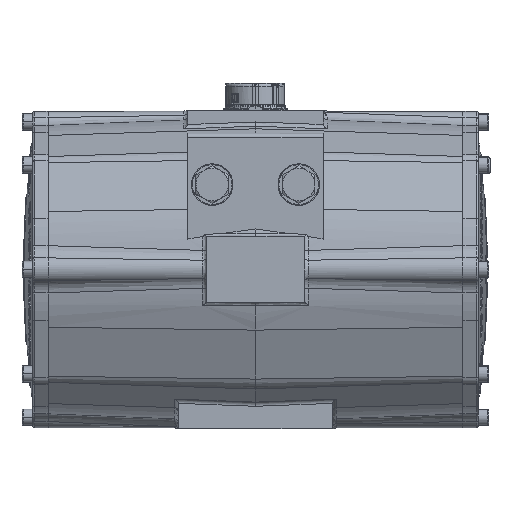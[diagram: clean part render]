
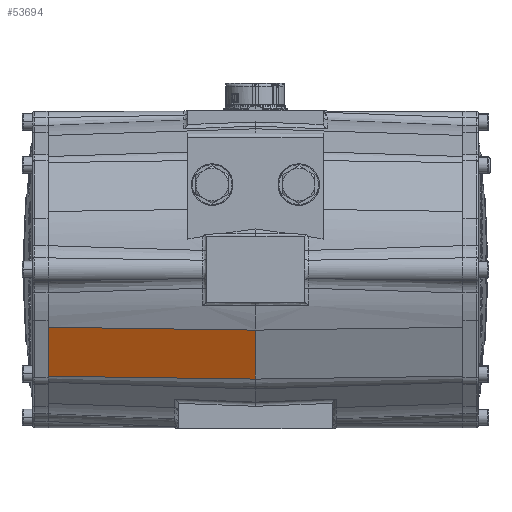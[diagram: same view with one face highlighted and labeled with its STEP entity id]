
A CAD part, top view. The second image highlights one B-rep face of the part: STEP entity #53694.
In plain terms, the highlighted face is planar.
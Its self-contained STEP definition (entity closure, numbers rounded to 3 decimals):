
#53621 = ORIENTED_EDGE ( 'NONE', *, *, #53701, .F. ) ;
#53691 = ORIENTED_EDGE ( 'NONE', *, *, #53734, .T. ) ;
#53694 = ADVANCED_FACE ( 'NONE', ( #135190 ), #135191, .T. ) ;
#53696 = ORIENTED_EDGE ( 'NONE', *, *, #53698, .T. ) ;
#53697 = EDGE_CURVE ( 'NONE', #53727, #53718, #135175, .T. ) ;
#53698 = EDGE_CURVE ( 'NONE', #53714, #53718, #135182, .T. ) ;
#53700 = ORIENTED_EDGE ( 'NONE', *, *, #53697, .F. ) ;
#53701 = EDGE_CURVE ( 'NONE', #53712, #53727, #135185, .T. ) ;
#53712 = VERTEX_POINT ( 'NONE', #135223 ) ;
#53714 = VERTEX_POINT ( 'NONE', #135222 ) ;
#53718 = VERTEX_POINT ( 'NONE', #135213 ) ;
#53727 = VERTEX_POINT ( 'NONE', #135212 ) ;
#53734 = EDGE_CURVE ( 'NONE', #53712, #53714, #135200, .T. ) ;
#53737 = EDGE_LOOP ( 'NONE', ( #53696, #53700, #53621, #53691 ) ) ;
#135164 = CARTESIAN_POINT ( 'NONE',  ( -67.412, -156.092, 0.14 ) ) ;
#135165 = DIRECTION ( 'NONE',  ( -0.918, 0.396, 0. ) ) ;
#135166 = VECTOR ( 'NONE', #135165, 1000. ) ;
#135167 = CARTESIAN_POINT ( 'NONE',  ( -64.229, -148.723, 230. ) ) ;
#135169 = DIRECTION ( 'NONE',  ( 0.014, 0.032, 0.999 ) ) ;
#135170 = VECTOR ( 'NONE', #135169, 1000. ) ;
#135171 = CARTESIAN_POINT ( 'NONE',  ( -118.503, -125.284, 230. ) ) ;
#135173 = DIRECTION ( 'NONE',  ( 0.918, -0.396, 0. ) ) ;
#135174 = DIRECTION ( 'NONE',  ( -0.396, -0.917, 0.035 ) ) ;
#135175 = LINE ( 'NONE', #135171, #135170 ) ;
#135177 = DIRECTION ( 'NONE',  ( -0.918, 0.396, 0. ) ) ;
#135178 = CARTESIAN_POINT ( 'NONE',  ( -67.414, -156.097, 0. ) ) ;
#135182 = LINE ( 'NONE', #135167, #135166 ) ;
#135185 = LINE ( 'NONE', #135178, #135219 ) ;
#135186 = AXIS2_PLACEMENT_3D ( 'NONE', #135164, #135174, #135173 ) ;
#135190 = FACE_OUTER_BOUND ( 'NONE', #53737, .T. ) ;
#135191 = PLANE ( 'NONE',  #135186 ) ;
#135200 = LINE ( 'NONE', #135202, #135204 ) ;
#135202 = CARTESIAN_POINT ( 'NONE',  ( -67.412, -156.092, 0.14 ) ) ;
#135203 = DIRECTION ( 'NONE',  ( 0.014, 0.032, 0.999 ) ) ;
#135204 = VECTOR ( 'NONE', #135203, 1000. ) ;
#135212 = CARTESIAN_POINT ( 'NONE',  ( -121.688, -132.657, 0. ) ) ;
#135213 = CARTESIAN_POINT ( 'NONE',  ( -118.503, -125.284, 230. ) ) ;
#135219 = VECTOR ( 'NONE', #135177, 1000. ) ;
#135222 = CARTESIAN_POINT ( 'NONE',  ( -64.229, -148.723, 230. ) ) ;
#135223 = CARTESIAN_POINT ( 'NONE',  ( -67.414, -156.097, 0. ) ) ;
